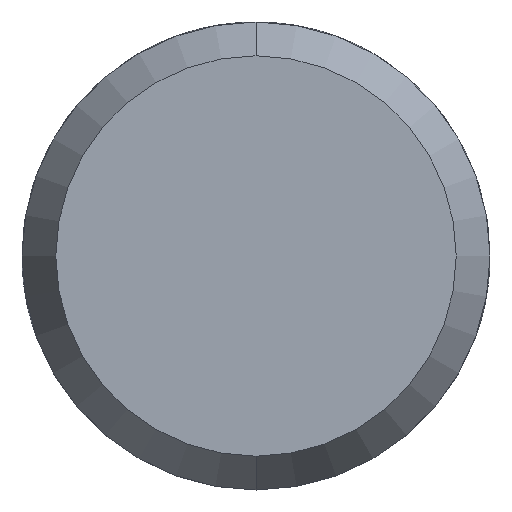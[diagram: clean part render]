
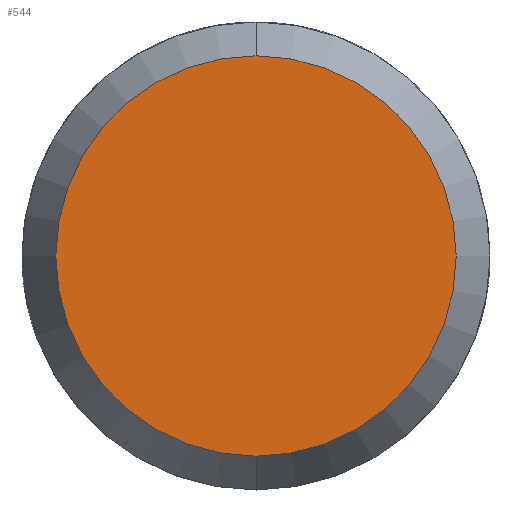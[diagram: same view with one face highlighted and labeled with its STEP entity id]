
A CAD part, front view. The second image highlights one B-rep face of the part: STEP entity #544.
In plain terms, the highlighted planar face has unit normal (0, -1, 0).
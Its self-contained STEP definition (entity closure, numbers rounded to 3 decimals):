
#259=CARTESIAN_POINT('',(0.,-25.064,0.));
#260=DIRECTION('',(0.,1.,0.));
#261=DIRECTION('',(0.,0.,1.));
#262=AXIS2_PLACEMENT_3D('',#259,#260,#261);
#267=CARTESIAN_POINT('',(0.,-25.064,0.));
#268=DIRECTION('',(0.,1.,0.));
#269=DIRECTION('',(0.,0.,-1.));
#270=AXIS2_PLACEMENT_3D('',#267,#268,#269);
#349=CARTESIAN_POINT('',(0.,-25.064,3.423));
#350=CARTESIAN_POINT('',(0.,-25.064,-3.423));
#351=VERTEX_POINT('',#349);
#352=VERTEX_POINT('',#350);
#535=CARTESIAN_POINT('',(0.,-25.064,0.));
#536=DIRECTION('',(0.,-1.,0.));
#537=DIRECTION('',(1.,0.,0.));
#538=AXIS2_PLACEMENT_3D('',#535,#536,#537);
#539=PLANE('',#538);
#540=ORIENTED_EDGE('',*,*,#529,.T.);
#541=ORIENTED_EDGE('',*,*,#513,.T.);
#542=EDGE_LOOP('',(#540,#541));
#543=FACE_OUTER_BOUND('',#542,.F.);
#544=ADVANCED_FACE('',(#543),#539,.T.);
#263=CIRCLE('',#262,3.423);
#271=CIRCLE('',#270,3.423);
#513=EDGE_CURVE('',#352,#351,#271,.T.);
#529=EDGE_CURVE('',#351,#352,#263,.T.);
